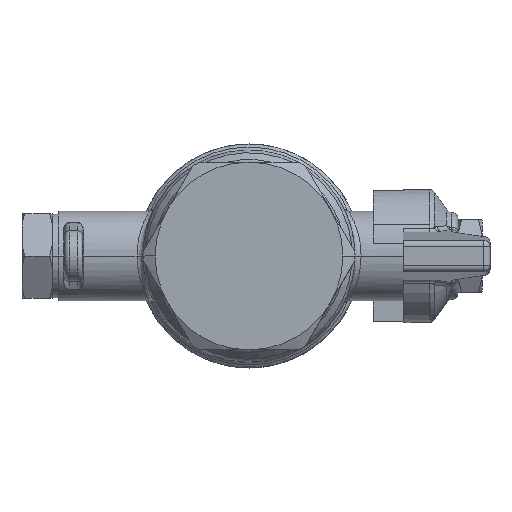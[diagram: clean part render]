
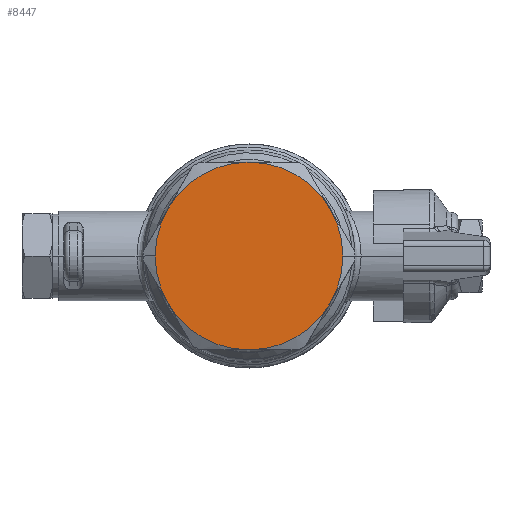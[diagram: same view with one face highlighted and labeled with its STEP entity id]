
A CAD part, left-side view. The second image highlights one B-rep face of the part: STEP entity #8447.
In plain terms, the highlighted planar face has unit normal (-1, 0, 0).
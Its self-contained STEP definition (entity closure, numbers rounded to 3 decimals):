
#7175=CARTESIAN_POINT('Vertex',(-36.,7.294,7.75)) ;
#7203=CARTESIAN_POINT('Axis2P3D Location',(-36.,20.718,0.)) ;
#7207=CARTESIAN_POINT('Vertex',(-36.,5.218,0.)) ;
#7265=CARTESIAN_POINT('Axis2P3D Location',(-36.,20.718,0.)) ;
#7269=CARTESIAN_POINT('Vertex',(-36.,7.294,-7.75)) ;
#8323=CARTESIAN_POINT('Vertex',(-36.,20.718,15.5)) ;
#8326=CARTESIAN_POINT('Axis2P3D Location',(-36.,20.718,0.)) ;
#8399=CARTESIAN_POINT('Axis2P3D Location',(-36.,20.718,0.)) ;
#8404=CARTESIAN_POINT('Axis2P3D Location',(-36.,20.718,0.)) ;
#8408=CARTESIAN_POINT('Vertex',(-36.,34.141,7.75)) ;
#8411=CARTESIAN_POINT('Axis2P3D Location',(-36.,20.718,0.)) ;
#8415=CARTESIAN_POINT('Vertex',(-36.,36.218,0.)) ;
#8418=CARTESIAN_POINT('Axis2P3D Location',(-36.,20.718,0.)) ;
#8422=CARTESIAN_POINT('Vertex',(-36.,34.141,-7.75)) ;
#8425=CARTESIAN_POINT('Axis2P3D Location',(-36.,20.718,0.)) ;
#8429=CARTESIAN_POINT('Vertex',(-36.,20.718,-15.5)) ;
#8432=CARTESIAN_POINT('Axis2P3D Location',(-36.,20.718,0.)) ;
#7204=DIRECTION('Axis2P3D Direction',(1.,-0.,0.)) ;
#7266=DIRECTION('Axis2P3D Direction',(1.,-0.,0.)) ;
#8327=DIRECTION('Axis2P3D Direction',(1.,-0.,0.)) ;
#8400=DIRECTION('Axis2P3D Direction',(1.,0.,0.)) ;
#8401=DIRECTION('Axis2P3D XDirection',(0.,1.,0.)) ;
#8405=DIRECTION('Axis2P3D Direction',(1.,0.,0.)) ;
#8412=DIRECTION('Axis2P3D Direction',(1.,0.,0.)) ;
#8419=DIRECTION('Axis2P3D Direction',(1.,0.,0.)) ;
#8426=DIRECTION('Axis2P3D Direction',(1.,0.,0.)) ;
#8433=DIRECTION('Axis2P3D Direction',(1.,0.,0.)) ;
#7205=AXIS2_PLACEMENT_3D('Circle Axis2P3D',#7203,#7204,$) ;
#7267=AXIS2_PLACEMENT_3D('Circle Axis2P3D',#7265,#7266,$) ;
#8328=AXIS2_PLACEMENT_3D('Circle Axis2P3D',#8326,#8327,$) ;
#8402=AXIS2_PLACEMENT_3D('Plane Axis2P3D',#8399,#8400,#8401) ;
#8406=AXIS2_PLACEMENT_3D('Circle Axis2P3D',#8404,#8405,$) ;
#8413=AXIS2_PLACEMENT_3D('Circle Axis2P3D',#8411,#8412,$) ;
#8420=AXIS2_PLACEMENT_3D('Circle Axis2P3D',#8418,#8419,$) ;
#8427=AXIS2_PLACEMENT_3D('Circle Axis2P3D',#8425,#8426,$) ;
#8434=AXIS2_PLACEMENT_3D('Circle Axis2P3D',#8432,#8433,$) ;
#7206=CIRCLE('generated circle',#7205,15.5) ;
#7268=CIRCLE('generated circle',#7267,15.5) ;
#8329=CIRCLE('generated circle',#8328,15.5) ;
#8407=CIRCLE('generated circle',#8406,15.5) ;
#8414=CIRCLE('generated circle',#8413,15.5) ;
#8421=CIRCLE('generated circle',#8420,15.5) ;
#8428=CIRCLE('generated circle',#8427,15.5) ;
#8435=CIRCLE('generated circle',#8434,15.5) ;
#8403=PLANE('',#8402) ;
#7209=EDGE_CURVE('',#7208,#7176,#7206,.F.) ;
#7271=EDGE_CURVE('',#7270,#7208,#7268,.F.) ;
#8330=EDGE_CURVE('',#7176,#8324,#8329,.F.) ;
#8410=EDGE_CURVE('',#8324,#8409,#8407,.F.) ;
#8417=EDGE_CURVE('',#8409,#8416,#8414,.F.) ;
#8424=EDGE_CURVE('',#8416,#8423,#8421,.F.) ;
#8431=EDGE_CURVE('',#8423,#8430,#8428,.F.) ;
#8436=EDGE_CURVE('',#8430,#7270,#8435,.F.) ;
#8438=ORIENTED_EDGE('',*,*,#8410,.T.) ;
#8439=ORIENTED_EDGE('',*,*,#8417,.T.) ;
#8440=ORIENTED_EDGE('',*,*,#8424,.T.) ;
#8441=ORIENTED_EDGE('',*,*,#8431,.T.) ;
#8442=ORIENTED_EDGE('',*,*,#8436,.T.) ;
#8443=ORIENTED_EDGE('',*,*,#7271,.T.) ;
#8444=ORIENTED_EDGE('',*,*,#7209,.T.) ;
#8445=ORIENTED_EDGE('',*,*,#8330,.T.) ;
#8437=EDGE_LOOP('',(#8438,#8439,#8440,#8441,#8442,#8443,#8444,#8445)) ;
#7176=VERTEX_POINT('',#7175) ;
#7208=VERTEX_POINT('',#7207) ;
#7270=VERTEX_POINT('',#7269) ;
#8324=VERTEX_POINT('',#8323) ;
#8409=VERTEX_POINT('',#8408) ;
#8416=VERTEX_POINT('',#8415) ;
#8423=VERTEX_POINT('',#8422) ;
#8430=VERTEX_POINT('',#8429) ;
#8447=ADVANCED_FACE('PartBody',(#8446),#8403,.F.) ;
#8446=FACE_OUTER_BOUND('',#8437,.T.) ;
